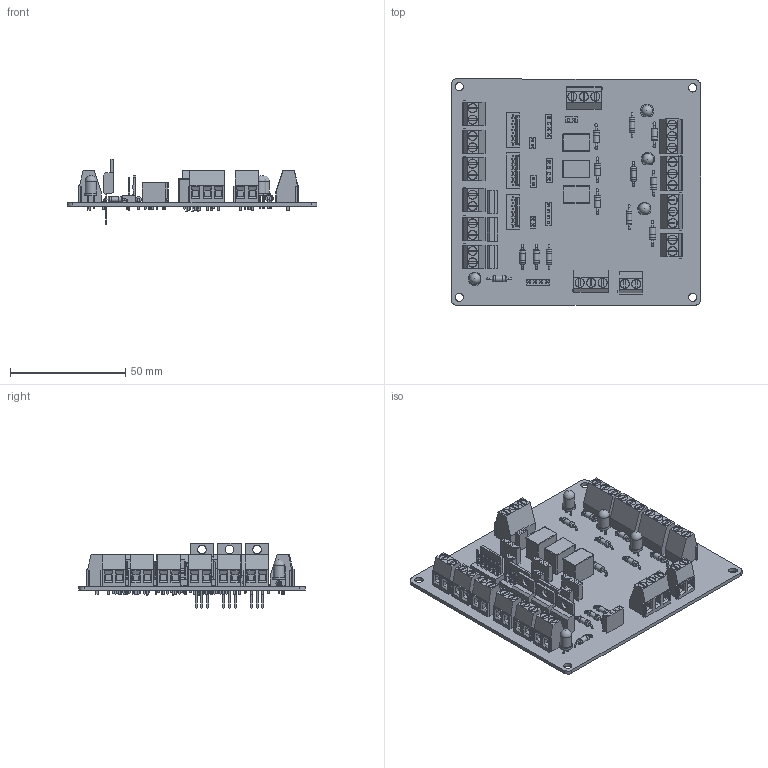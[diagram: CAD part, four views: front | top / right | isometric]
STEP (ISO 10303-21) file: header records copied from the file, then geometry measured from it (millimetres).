
FILE_DESCRIPTION(('KiCad electronic assembly'),'2;1');
FILE_NAME('main_board_proto.step','2025-05-04T01:59:19',('Pcbnew'),( 'Kicad'),'Open CASCADE STEP processor 7.8','KiCad to STEP converter' ,'Unknown');
FILE_SCHEMA(('AUTOMOTIVE_DESIGN { 1 0 10303 214 1 1 1 1 }'));
Length unit declared in the file: millimetre
Products named in the file (26): main_board_proto 1; R_Axial_DIN0207_L6.3mm_D2.5mm_P10.16mm_Horizontal; R_Axial_DIN0207_L63mm_D25mm_P1016mm_Horizontal; PinSocket_1x02_P2.54mm_Vertical; TerminalBlock_Phoenix_MKDS-1,5-3_1x03_P5.00mm_Horizontal; TerminalBlock_Phoenix_MKDS_15_3_1x03_P500mm_Horizontal; TerminalBlock_Phoenix_MKDS-1,5-2_1x02_P5.00mm_Horizontal; TerminalBlock_Phoenix_MKDS_15_2_1x02_P500mm_Horizontal; D_DO-41_SOD81_P10.16mm_Horizontal; PinSocket_1x04_P2.54mm_Vertical; LED_D5.0mm_Green; LED_D5.0mm; TO-220-3_Vertical; Molex_KK-254_AE-6410-06A_1x06_P2.54mm_Vertical; Molex_AE_6410_06A; LED_D5.0mm_Blue; Converter_DCDC_TRACO_TSR-1_THT; Converter_DCDC_TRACO_TSR_1_THT; main_board_proto_PCB
Assembly tree (60 placements, depth 3):
  main_board_proto 1
    R_Axial_DIN0207_L6.3mm_D2.5mm_P10.16mm_Horizontal  x7
      R_Axial_DIN0207_L63mm_D25mm_P1016mm_Horizontal
    PinSocket_1x02_P2.54mm_Vertical  x4
      PinSocket_1x02_P2.54mm_Vertical
    TerminalBlock_Phoenix_MKDS-1,5-3_1x03_P5.00mm_Horizontal  x5
      TerminalBlock_Phoenix_MKDS_15_3_1x03_P500mm_Horizontal
    TerminalBlock_Phoenix_MKDS-1,5-2_1x02_P5.00mm_Horizontal  x8
      TerminalBlock_Phoenix_MKDS_15_2_1x02_P500mm_Horizontal
    D_DO-41_SOD81_P10.16mm_Horizontal  x6
      D_DO-41_SOD81_P10.16mm_Horizontal
    PinSocket_1x04_P2.54mm_Vertical  x4
      PinSocket_1x04_P2.54mm_Vertical
    LED_D5.0mm_Green
      LED_D5.0mm
    TO-220-3_Vertical  x3
      TO-220-3_Vertical
    Molex_KK-254_AE-6410-06A_1x06_P2.54mm_Vertical  x3
      Molex_AE_6410_06A
    LED_D5.0mm_Blue
      LED_D5.0mm
    Converter_DCDC_TRACO_TSR-1_THT  x3
      Converter_DCDC_TRACO_TSR_1_THT
    LED_D5.0mm  x2
      LED_D5.0mm
    main_board_proto_PCB
Bounding box: 108.5 x 98.5 x 28.52 mm (x, y, z)
Volume: 39900 mm3; surface area: 52691.6 mm2
Topology: 48 solids, 48 shells, 3309 faces, 8207 edges, 5233 vertices
Faces by surface type: plane 2787, cylinder 333, bspline 124, torus 61, sphere 4
Full cylindrical faces by diameter (mm): 0.5 x9, 0.6 x28, 0.8 x38, 0.9 x8, 1 x33, 1.1 x21, 1.19 x18, 1.52 x31, 2.25 x7, 2.5 x14, 2.7 x12, 2.72 x6, 3.606 x4, 3.735 x3, 3.8 x31, 4 x31, 4.9 x4
Entity records: 32896 total; most frequent: CARTESIAN_POINT 4733, DIRECTION 4542, ORIENTED_EDGE 4506, EDGE_CURVE 2253, LINE 1780, VECTOR 1780, VERTEX_POINT 1452, AXIS2_PLACEMENT_3D 1381
